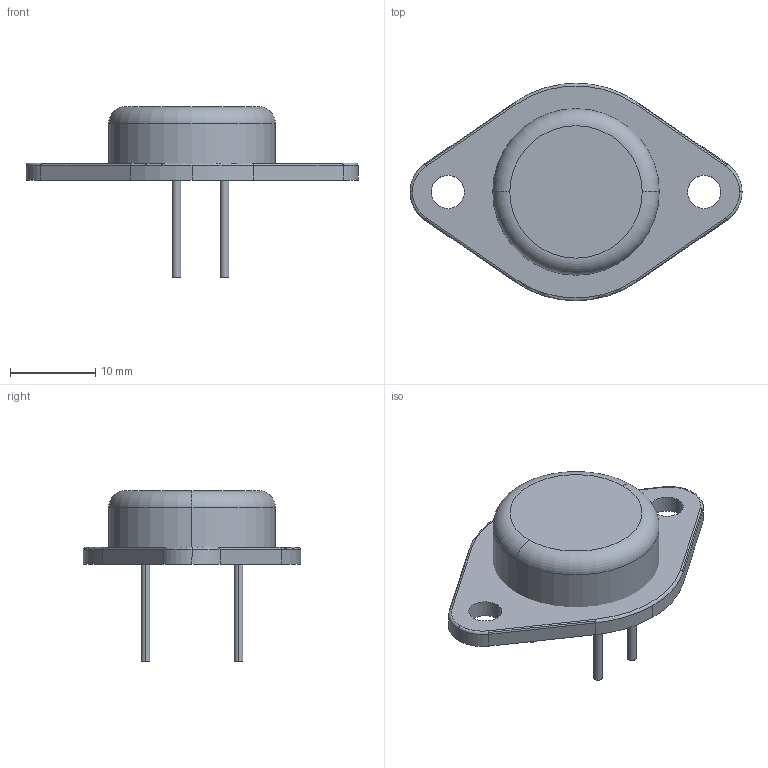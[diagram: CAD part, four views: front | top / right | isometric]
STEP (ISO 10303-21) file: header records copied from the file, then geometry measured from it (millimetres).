
FILE_DESCRIPTION((''),'2;1');
FILE_NAME('TO-3_VISHAY_VHP4Z.stp','2009-11-26T14:26:47',(''),(''),'Mechanical Desktop 2006','Mechanical Desktop 2006',', , ');
FILE_SCHEMA(('AUTOMOTIVE_DESIGN { 1 2 10303 214 0 1 1 1 }'));
Length unit declared in the file: millimetre
Products named in the file (1): Product
Bounding box: 38.99 x 25.53 x 20.07 mm (x, y, z)
Volume: 3543.1 mm3; surface area: 2733.9 mm2
Topology: 10 solids, 10 shells, 82 faces, 162 edges, 104 vertices
Faces by surface type: cylinder 46, plane 28, torus 8
Entity records: 2212 total; most frequent: DIRECTION 432, CARTESIAN_POINT 349, ORIENTED_EDGE 324, AXIS2_PLACEMENT_3D 187, EDGE_CURVE 162, VERTEX_POINT 104, CIRCLE 104, EDGE_LOOP 90
